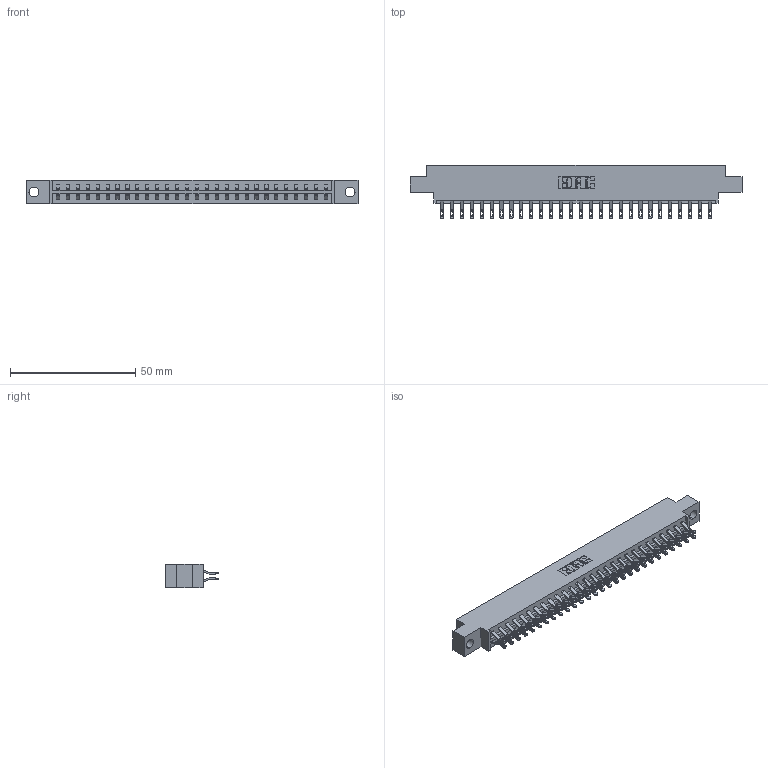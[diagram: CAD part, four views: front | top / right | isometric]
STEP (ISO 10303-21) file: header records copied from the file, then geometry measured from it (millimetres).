
FILE_DESCRIPTION (( 'STEP AP203' ), '1' );
FILE_NAME ('833-056-555-804.STEP', '2020-06-04T23:13:33', ( '' ), ( '' ), 'SwSTEP 2.0', 'SolidWorks 2020', '' );
FILE_SCHEMA (( 'CONFIG_CONTROL_DESIGN' ));
Length unit declared in the file: inch
Products named in the file (3): 345-292-001_555 Tail; 833-056-555-804; 833 Part_Offset - .156 Dia - TH
Assembly tree (57 placements, depth 2):
  833-056-555-804
    833 Part_Offset - .156 Dia - TH
    345-292-001_555 Tail  x56
Bounding box: 132.49 x 21.47 x 9.4 mm (x, y, z)
Volume: 13242 mm3; surface area: 16132.6 mm2
Topology: 57 solids, 57 shells, 3366 faces, 10571 edges, 7046 vertices
Faces by surface type: plane 1978, cylinder 1388
Entity records: 20285 total; most frequent: CARTESIAN_POINT 3416, ORIENTED_EDGE 3322, DIRECTION 2913, EDGE_CURVE 1661, LINE 1513, VECTOR 1513, VERTEX_POINT 1106, AXIS2_PLACEMENT_3D 700
